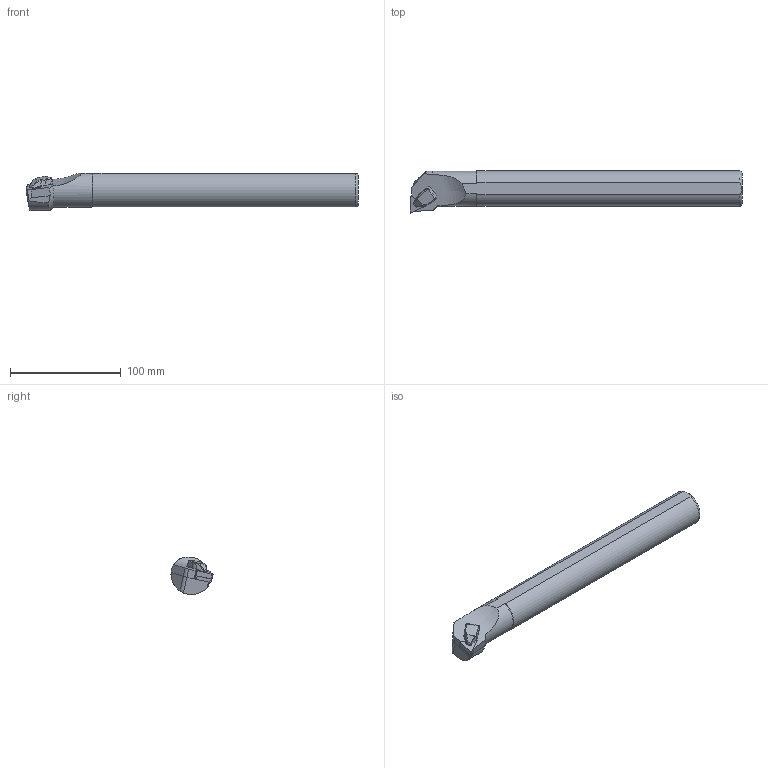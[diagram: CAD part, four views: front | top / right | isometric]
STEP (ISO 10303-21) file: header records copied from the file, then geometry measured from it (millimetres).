
FILE_DESCRIPTION(/* description */ (''),/* implementation_level */ '2;1');
FILE_NAME(/* name */ 'S32T-TTUNR-16.stp',/* time_stamp */ '2023-10-06T13:30:22+03:00',/* author */ (''),/* organization */ (''),/* preprocessor_version */ 'ST-DEVELOPER v19.4',/* originating_system */ 'SIEMENS PLM Software NX2306.3001',/* authorisation */ '');
FILE_SCHEMA (('AUTOMOTIVE_DESIGN { 1 0 10303 214 3 1 1 1 }'));
Length unit declared in the file: millimetre
Products named in the file (1): S32T-TTUNR-16
Bounding box: 300 x 38 x 33.49 mm (x, y, z)
Volume: 229428.9 mm3; surface area: 32114.9 mm2
Topology: 2 solids, 2 shells, 103 faces, 252 edges, 153 vertices
Faces by surface type: cylinder 46, plane 37, bspline 12, cone 3, torus 3, sphere 2
Full cylindrical faces by diameter (mm): 3.4 x1
Entity records: 3512 total; most frequent: CARTESIAN_POINT 1066, DIRECTION 499, ORIENTED_EDGE 492, EDGE_CURVE 246, AXIS2_PLACEMENT_3D 193, VERTEX_POINT 152, LINE 113, VECTOR 113
